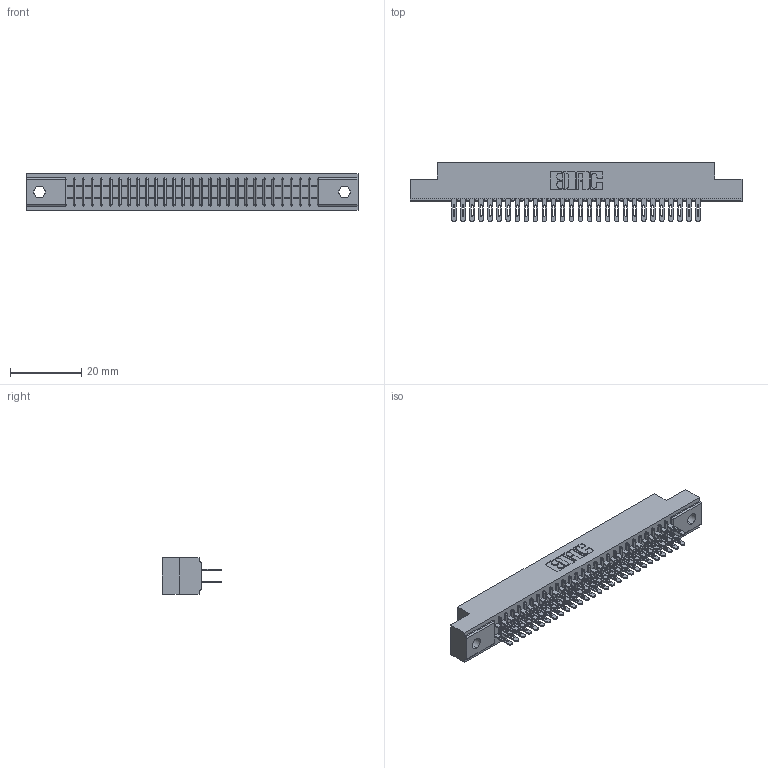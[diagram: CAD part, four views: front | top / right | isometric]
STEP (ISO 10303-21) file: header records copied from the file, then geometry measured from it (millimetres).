
FILE_DESCRIPTION (( 'STEP AP203' ), '1' );
FILE_NAME ('341-056-500-202.STEP', '2018-08-07T14:57:30', ( '' ), ( '' ), 'SwSTEP 2.0', 'SolidWorks 2016', '' );
FILE_SCHEMA (( 'CONFIG_CONTROL_DESIGN' ));
Length unit declared in the file: inch
Products named in the file (3): 341-056-500-202; 341 Part_.128 (3.25) Dia Mounting Holes; 341-292-001_341-292-100
Assembly tree (57 placements, depth 2):
  341-056-500-202
    341 Part_.128 (3.25) Dia Mounting Holes
    341-292-001_341-292-100  x56
Bounding box: 93.34 x 16.69 x 10.16 mm (x, y, z)
Volume: 6912.9 mm3; surface area: 12045.4 mm2
Topology: 57 solids, 57 shells, 3812 faces, 11040 edges, 7150 vertices
Faces by surface type: plane 2196, cylinder 1504, sphere 58, torus 54
Entity records: 35761 total; most frequent: CARTESIAN_POINT 5944, ORIENTED_EDGE 5904, DIRECTION 5782, EDGE_CURVE 2952, LINE 2366, VECTOR 2366, VERTEX_POINT 1870, AXIS2_PLACEMENT_3D 1708
